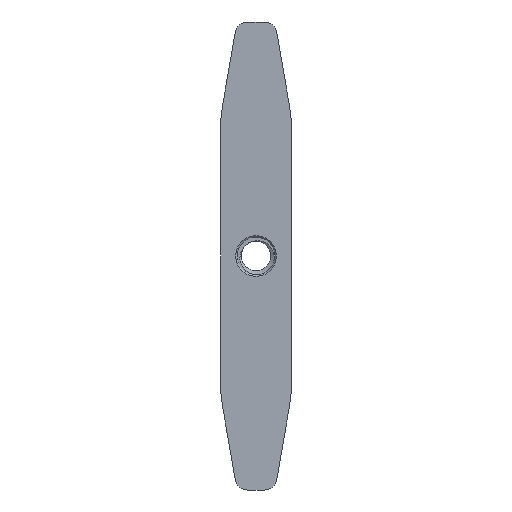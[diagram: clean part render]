
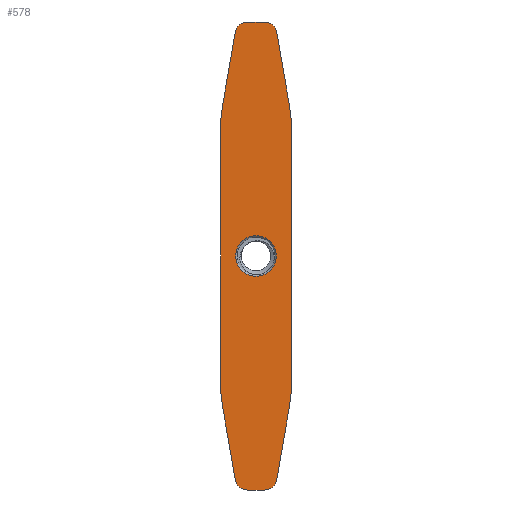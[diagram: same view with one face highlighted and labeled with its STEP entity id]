
A CAD part, front view. The second image highlights one B-rep face of the part: STEP entity #578.
In plain terms, the highlighted planar face has unit normal (0, -1, 0).
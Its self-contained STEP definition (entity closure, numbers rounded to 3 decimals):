
#15=FACE_BOUND('',#96,.T.);
#32=PLANE('',#654);
#64=FACE_OUTER_BOUND('',#95,.T.);
#95=EDGE_LOOP('',(#488,#489,#490,#491,#492,#493,#494,#495,#496,#497,#498,
#499,#500,#501,#502,#503));
#96=EDGE_LOOP('',(#504));
#100=CIRCLE('',#611,1.6);
#107=CIRCLE('',#622,1.);
#116=CIRCLE('',#634,1.);
#117=CIRCLE('',#636,1.);
#118=CIRCLE('',#639,1.);
#119=CIRCLE('',#641,10.);
#120=CIRCLE('',#644,10.);
#121=CIRCLE('',#647,10.);
#122=CIRCLE('',#650,10.);
#153=LINE('',#3406,#191);
#158=LINE('',#3420,#196);
#164=LINE('',#3435,#202);
#166=LINE('',#3441,#204);
#170=LINE('',#3451,#208);
#172=LINE('',#3457,#210);
#173=LINE('',#3459,#211);
#174=LINE('',#3461,#212);
#191=VECTOR('',#735,10.);
#196=VECTOR('',#750,10.);
#202=VECTOR('',#766,10.);
#204=VECTOR('',#774,10.);
#208=VECTOR('',#784,10.);
#210=VECTOR('',#792,10.);
#211=VECTOR('',#795,10.);
#212=VECTOR('',#798,10.);
#226=VERTEX_POINT('',#1104);
#233=VERTEX_POINT('',#3366);
#234=VERTEX_POINT('',#3367);
#251=VERTEX_POINT('',#3405);
#252=VERTEX_POINT('',#3409);
#253=VERTEX_POINT('',#3413);
#254=VERTEX_POINT('',#3414);
#255=VERTEX_POINT('',#3419);
#256=VERTEX_POINT('',#3423);
#257=VERTEX_POINT('',#3427);
#258=VERTEX_POINT('',#3429);
#259=VERTEX_POINT('',#3433);
#260=VERTEX_POINT('',#3437);
#261=VERTEX_POINT('',#3443);
#262=VERTEX_POINT('',#3445);
#263=VERTEX_POINT('',#3449);
#264=VERTEX_POINT('',#3453);
#283=EDGE_CURVE('',#226,#226,#100,.T.);
#297=EDGE_CURVE('',#233,#234,#107,.T.);
#316=EDGE_CURVE('',#251,#234,#153,.T.);
#318=EDGE_CURVE('',#251,#252,#116,.T.);
#320=EDGE_CURVE('',#253,#254,#117,.T.);
#323=EDGE_CURVE('',#255,#254,#158,.T.);
#325=EDGE_CURVE('',#255,#256,#118,.T.);
#328=EDGE_CURVE('',#257,#258,#119,.T.);
#331=EDGE_CURVE('',#259,#257,#164,.T.);
#333=EDGE_CURVE('',#260,#259,#120,.T.);
#334=EDGE_CURVE('',#260,#252,#166,.T.);
#336=EDGE_CURVE('',#261,#262,#121,.T.);
#339=EDGE_CURVE('',#263,#261,#170,.T.);
#341=EDGE_CURVE('',#264,#263,#122,.T.);
#342=EDGE_CURVE('',#233,#262,#172,.T.);
#343=EDGE_CURVE('',#264,#256,#173,.T.);
#344=EDGE_CURVE('',#253,#258,#174,.T.);
#488=ORIENTED_EDGE('',*,*,#297,.F.);
#489=ORIENTED_EDGE('',*,*,#342,.T.);
#490=ORIENTED_EDGE('',*,*,#336,.F.);
#491=ORIENTED_EDGE('',*,*,#339,.F.);
#492=ORIENTED_EDGE('',*,*,#341,.F.);
#493=ORIENTED_EDGE('',*,*,#343,.T.);
#494=ORIENTED_EDGE('',*,*,#325,.F.);
#495=ORIENTED_EDGE('',*,*,#323,.T.);
#496=ORIENTED_EDGE('',*,*,#320,.F.);
#497=ORIENTED_EDGE('',*,*,#344,.T.);
#498=ORIENTED_EDGE('',*,*,#328,.F.);
#499=ORIENTED_EDGE('',*,*,#331,.F.);
#500=ORIENTED_EDGE('',*,*,#333,.F.);
#501=ORIENTED_EDGE('',*,*,#334,.T.);
#502=ORIENTED_EDGE('',*,*,#318,.F.);
#503=ORIENTED_EDGE('',*,*,#316,.T.);
#504=ORIENTED_EDGE('',*,*,#283,.T.);
#578=ADVANCED_FACE('',(#64,#15),#32,.F.);
#611=AXIS2_PLACEMENT_3D('',#1106,#680,#681);
#622=AXIS2_PLACEMENT_3D('',#3368,#703,#704);
#634=AXIS2_PLACEMENT_3D('',#3410,#739,#740);
#636=AXIS2_PLACEMENT_3D('',#3415,#744,#745);
#639=AXIS2_PLACEMENT_3D('',#3424,#754,#755);
#641=AXIS2_PLACEMENT_3D('',#3430,#760,#761);
#644=AXIS2_PLACEMENT_3D('',#3439,#770,#771);
#647=AXIS2_PLACEMENT_3D('',#3446,#778,#779);
#650=AXIS2_PLACEMENT_3D('',#3455,#788,#789);
#654=AXIS2_PLACEMENT_3D('',#3462,#799,#800);
#680=DIRECTION('center_axis',(0.,1.,0.));
#681=DIRECTION('ref_axis',(1.,0.,0.));
#703=DIRECTION('center_axis',(0.,1.,0.));
#704=DIRECTION('ref_axis',(0.644,0.,-0.765));
#735=DIRECTION('',(1.,0.,0.));
#739=DIRECTION('center_axis',(0.,1.,0.));
#740=DIRECTION('ref_axis',(-0.644,0.,-0.765));
#744=DIRECTION('center_axis',(0.,1.,0.));
#745=DIRECTION('ref_axis',(-0.644,0.,0.765));
#750=DIRECTION('',(-1.,0.,0.));
#754=DIRECTION('center_axis',(0.,1.,0.));
#755=DIRECTION('ref_axis',(0.644,0.,0.765));
#760=DIRECTION('center_axis',(0.,1.,0.));
#761=DIRECTION('ref_axis',(-0.996,0.,0.086));
#766=DIRECTION('',(0.,0.,1.));
#770=DIRECTION('center_axis',(0.,1.,0.));
#771=DIRECTION('ref_axis',(-0.996,0.,-0.086));
#774=DIRECTION('',(0.171,0.,-0.985));
#778=DIRECTION('center_axis',(0.,1.,0.));
#779=DIRECTION('ref_axis',(0.996,0.,-0.086));
#784=DIRECTION('',(0.,0.,-1.));
#788=DIRECTION('center_axis',(0.,1.,0.));
#789=DIRECTION('ref_axis',(0.996,0.,0.086));
#792=DIRECTION('',(0.171,0.,0.985));
#795=DIRECTION('',(-0.171,0.,0.985));
#798=DIRECTION('',(-0.171,0.,-0.985));
#799=DIRECTION('center_axis',(0.,1.,0.));
#800=DIRECTION('ref_axis',(0.,0.,1.));
#1104=CARTESIAN_POINT('',(1.6,0.,0.));
#1106=CARTESIAN_POINT('Origin',(0.,0.,0.));
#3366=CARTESIAN_POINT('',(1.644,0.,-17.671));
#3367=CARTESIAN_POINT('',(0.658,0.,-18.5));
#3368=CARTESIAN_POINT('Origin',(0.658,0.,-17.5));
#3405=CARTESIAN_POINT('',(-0.658,0.,-18.5));
#3406=CARTESIAN_POINT('',(-0.75,0.,-18.5));
#3409=CARTESIAN_POINT('',(-1.644,0.,-17.671));
#3410=CARTESIAN_POINT('Origin',(-0.658,0.,-17.5));
#3413=CARTESIAN_POINT('',(-1.644,0.,17.671));
#3414=CARTESIAN_POINT('',(-0.658,0.,18.5));
#3415=CARTESIAN_POINT('Origin',(-0.658,0.,17.5));
#3419=CARTESIAN_POINT('',(0.658,0.,18.5));
#3420=CARTESIAN_POINT('',(0.75,0.,18.5));
#3423=CARTESIAN_POINT('',(1.644,0.,17.671));
#3424=CARTESIAN_POINT('Origin',(0.658,0.,17.5));
#3427=CARTESIAN_POINT('',(-2.8,0.,10.14));
#3429=CARTESIAN_POINT('',(-2.653,0.,11.848));
#3430=CARTESIAN_POINT('Origin',(7.2,0.,10.14));
#3433=CARTESIAN_POINT('',(-2.8,0.,-10.14));
#3435=CARTESIAN_POINT('',(-2.8,0.,-11.));
#3437=CARTESIAN_POINT('',(-2.653,0.,-11.848));
#3439=CARTESIAN_POINT('Origin',(7.2,0.,-10.14));
#3441=CARTESIAN_POINT('',(-3.685,0.,-5.896));
#3443=CARTESIAN_POINT('',(2.8,0.,-10.14));
#3445=CARTESIAN_POINT('',(2.653,0.,-11.848));
#3446=CARTESIAN_POINT('Origin',(-7.2,0.,-10.14));
#3449=CARTESIAN_POINT('',(2.8,0.,10.14));
#3451=CARTESIAN_POINT('',(2.8,0.,11.));
#3453=CARTESIAN_POINT('',(2.653,0.,11.848));
#3455=CARTESIAN_POINT('Origin',(-7.2,0.,10.14));
#3457=CARTESIAN_POINT('',(3.035,0.,-9.646));
#3459=CARTESIAN_POINT('',(3.685,0.,5.896));
#3461=CARTESIAN_POINT('',(-3.035,0.,9.646));
#3462=CARTESIAN_POINT('Origin',(0.,0.,0.));
